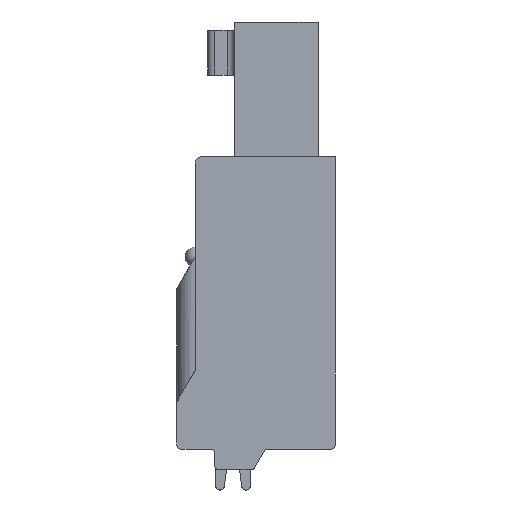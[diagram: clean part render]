
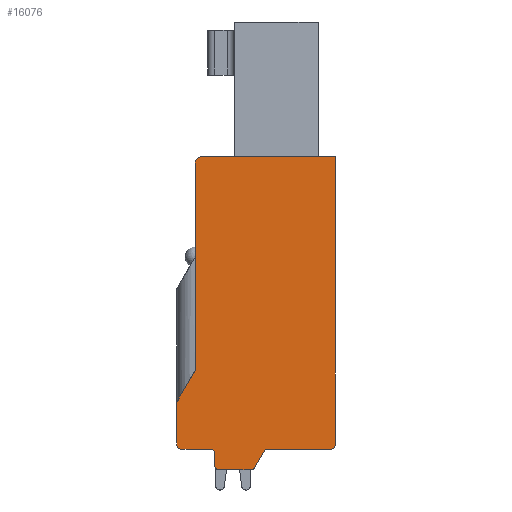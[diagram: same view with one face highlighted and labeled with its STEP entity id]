
A CAD part, front view. The second image highlights one B-rep face of the part: STEP entity #16076.
In plain terms, the highlighted planar face has unit normal (0, -1, 0).
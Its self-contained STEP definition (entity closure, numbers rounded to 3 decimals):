
#1655=DIRECTION('',(0.,0.,-1.));
#1656=VECTOR('',#1655,10.141);
#1657=CARTESIAN_POINT('',(-6.85,0.,-0.3));
#1658=LINE('',#1657,#1656);
#1891=DIRECTION('',(0.,0.,-1.));
#1892=VECTOR('',#1891,2.1);
#1893=CARTESIAN_POINT('',(-7.75,0.,-12.));
#1894=LINE('',#1893,#1892);
#1907=DIRECTION('',(1.,0.,0.));
#1908=VECTOR('',#1907,1.45);
#1909=CARTESIAN_POINT('',(-7.55,0.,-14.3));
#1910=LINE('',#1909,#1908);
#1915=DIRECTION('',(1.,0.,0.));
#1916=VECTOR('',#1915,3.107);
#1917=CARTESIAN_POINT('',(-3.307,0.,-14.3));
#1918=LINE('',#1917,#1916);
#2167=DIRECTION('',(0.,0.,1.));
#2168=VECTOR('',#2167,14.1);
#2169=CARTESIAN_POINT('',(0.,0.,-14.1));
#2170=LINE('',#2169,#2168);
#2775=DIRECTION('',(1.,0.,0.));
#2776=VECTOR('',#2775,6.55);
#2777=CARTESIAN_POINT('',(-6.55,0.,0.));
#2778=LINE('',#2777,#2776);
#2779=CARTESIAN_POINT('',(-0.2,0.,-14.1));
#2780=DIRECTION('',(0.,1.,0.));
#2781=DIRECTION('',(1.,0.,0.));
#2782=AXIS2_PLACEMENT_3D('',#2779,#2780,#2781);
#2784=CARTESIAN_POINT('',(-3.307,0.,-14.5));
#2785=DIRECTION('',(0.,-1.,0.));
#2786=DIRECTION('',(0.,0.,1.));
#2787=AXIS2_PLACEMENT_3D('',#2784,#2785,#2786);
#2789=DIRECTION('',(-0.5,0.,-0.866));
#2790=VECTOR('',#2789,0.924);
#2791=CARTESIAN_POINT('',(-3.48,0.,-14.4));
#2792=LINE('',#2791,#2790);
#2793=CARTESIAN_POINT('',(-4.115,0.,-15.1));
#2794=DIRECTION('',(0.,1.,0.));
#2795=DIRECTION('',(0.866,0.,-0.5));
#2796=AXIS2_PLACEMENT_3D('',#2793,#2794,#2795);
#2798=CARTESIAN_POINT('',(-5.7,0.,-15.1));
#2799=DIRECTION('',(0.,1.,0.));
#2800=DIRECTION('',(0.,0.,-1.));
#2801=AXIS2_PLACEMENT_3D('',#2798,#2799,#2800);
#2803=CARTESIAN_POINT('',(-6.1,0.,-14.5));
#2804=DIRECTION('',(0.,-1.,0.));
#2805=DIRECTION('',(1.,0.,0.));
#2806=AXIS2_PLACEMENT_3D('',#2803,#2804,#2805);
#2808=CARTESIAN_POINT('',(-7.55,0.,-14.1));
#2809=DIRECTION('',(0.,1.,0.));
#2810=DIRECTION('',(0.,0.,-1.));
#2811=AXIS2_PLACEMENT_3D('',#2808,#2809,#2810);
#2813=DIRECTION('',(0.5,0.,0.866));
#2814=VECTOR('',#2813,1.8);
#2815=CARTESIAN_POINT('',(-7.75,0.,-12.));
#2816=LINE('',#2815,#2814);
#2817=CARTESIAN_POINT('',(-6.55,0.,-0.3));
#2818=DIRECTION('',(0.,1.,0.));
#2819=DIRECTION('',(-1.,0.,0.));
#2820=AXIS2_PLACEMENT_3D('',#2817,#2818,#2819);
#2870=DIRECTION('',(0.,0.,-1.));
#2871=VECTOR('',#2870,0.6);
#2872=CARTESIAN_POINT('',(-5.9,0.,-14.5));
#2873=LINE('',#2872,#2871);
#2882=DIRECTION('',(1.,0.,0.));
#2883=VECTOR('',#2882,1.585);
#2884=CARTESIAN_POINT('',(-5.7,0.,-15.3));
#2885=LINE('',#2884,#2883);
#10051=CARTESIAN_POINT('',(-6.85,0.,-0.3));
#10052=VERTEX_POINT('',#10051);
#10053=CARTESIAN_POINT('',(-6.85,0.,-10.441));
#10054=VERTEX_POINT('',#10053);
#10120=CARTESIAN_POINT('',(-7.75,0.,-12.));
#10121=VERTEX_POINT('',#10120);
#10122=CARTESIAN_POINT('',(-7.75,0.,-14.1));
#10123=VERTEX_POINT('',#10122);
#10124=CARTESIAN_POINT('',(-7.55,0.,-14.3));
#10125=VERTEX_POINT('',#10124);
#10126=CARTESIAN_POINT('',(-6.1,0.,-14.3));
#10127=VERTEX_POINT('',#10126);
#10132=CARTESIAN_POINT('',(-3.307,0.,-14.3));
#10133=VERTEX_POINT('',#10132);
#10134=CARTESIAN_POINT('',(-0.2,0.,-14.3));
#10135=VERTEX_POINT('',#10134);
#10192=CARTESIAN_POINT('',(0.,0.,-14.1));
#10193=VERTEX_POINT('',#10192);
#10194=CARTESIAN_POINT('',(0.,0.,0.));
#10195=VERTEX_POINT('',#10194);
#10196=CARTESIAN_POINT('',(-6.55,0.,0.));
#10197=VERTEX_POINT('',#10196);
#10224=CARTESIAN_POINT('',(-3.48,0.,-14.4));
#10225=VERTEX_POINT('',#10224);
#10226=CARTESIAN_POINT('',(-3.942,0.,-15.2));
#10227=VERTEX_POINT('',#10226);
#10228=CARTESIAN_POINT('',(-4.115,0.,-15.3));
#10229=VERTEX_POINT('',#10228);
#10230=CARTESIAN_POINT('',(-5.7,0.,-15.3));
#10231=VERTEX_POINT('',#10230);
#10232=CARTESIAN_POINT('',(-5.9,0.,-15.1));
#10233=VERTEX_POINT('',#10232);
#10234=CARTESIAN_POINT('',(-5.9,0.,-14.5));
#10235=VERTEX_POINT('',#10234);
#16043=CARTESIAN_POINT('',(0.,0.,0.));
#16044=DIRECTION('',(0.,1.,0.));
#16045=DIRECTION('',(1.,0.,0.));
#16046=AXIS2_PLACEMENT_3D('',#16043,#16044,#16045);
#16047=PLANE('',#16046);
#16048=ORIENTED_EDGE('',*,*,#15443,.T.);
#16049=ORIENTED_EDGE('',*,*,#15414,.F.);
#16050=ORIENTED_EDGE('',*,*,#15399,.T.);
#16051=ORIENTED_EDGE('',*,*,#15082,.F.);
#16053=ORIENTED_EDGE('',*,*,#16052,.T.);
#16055=ORIENTED_EDGE('',*,*,#16054,.T.);
#16057=ORIENTED_EDGE('',*,*,#16056,.T.);
#16059=ORIENTED_EDGE('',*,*,#16058,.F.);
#16061=ORIENTED_EDGE('',*,*,#16060,.T.);
#16063=ORIENTED_EDGE('',*,*,#16062,.F.);
#16065=ORIENTED_EDGE('',*,*,#16064,.T.);
#16066=ORIENTED_EDGE('',*,*,#15074,.F.);
#16067=ORIENTED_EDGE('',*,*,#15051,.T.);
#16068=ORIENTED_EDGE('',*,*,#15036,.F.);
#16070=ORIENTED_EDGE('',*,*,#16069,.T.);
#16071=ORIENTED_EDGE('',*,*,#14756,.F.);
#16073=ORIENTED_EDGE('',*,*,#16072,.T.);
#16074=EDGE_LOOP('',(#16048,#16049,#16050,#16051,#16053,#16055,#16057,#16059,
#16061,#16063,#16065,#16066,#16067,#16068,#16070,#16071,#16073));
#16075=FACE_OUTER_BOUND('',#16074,.F.);
#2783=CIRCLE('',#2782,0.2);
#2788=CIRCLE('',#2787,0.2);
#2797=CIRCLE('',#2796,0.2);
#2802=CIRCLE('',#2801,0.2);
#2807=CIRCLE('',#2806,0.2);
#2812=CIRCLE('',#2811,0.2);
#2821=CIRCLE('',#2820,0.3);
#14756=EDGE_CURVE('',#10052,#10054,#1658,.T.);
#15036=EDGE_CURVE('',#10121,#10123,#1894,.T.);
#15051=EDGE_CURVE('',#10125,#10123,#2812,.T.);
#15074=EDGE_CURVE('',#10125,#10127,#1910,.T.);
#15082=EDGE_CURVE('',#10133,#10135,#1918,.T.);
#15399=EDGE_CURVE('',#10193,#10135,#2783,.T.);
#15414=EDGE_CURVE('',#10193,#10195,#2170,.T.);
#15443=EDGE_CURVE('',#10197,#10195,#2778,.T.);
#16052=EDGE_CURVE('',#10133,#10225,#2788,.T.);
#16054=EDGE_CURVE('',#10225,#10227,#2792,.T.);
#16056=EDGE_CURVE('',#10227,#10229,#2797,.T.);
#16058=EDGE_CURVE('',#10231,#10229,#2885,.T.);
#16060=EDGE_CURVE('',#10231,#10233,#2802,.T.);
#16062=EDGE_CURVE('',#10235,#10233,#2873,.T.);
#16064=EDGE_CURVE('',#10235,#10127,#2807,.T.);
#16069=EDGE_CURVE('',#10121,#10054,#2816,.T.);
#16072=EDGE_CURVE('',#10052,#10197,#2821,.T.);
#16076=ADVANCED_FACE('',(#16075),#16047,.F.);
